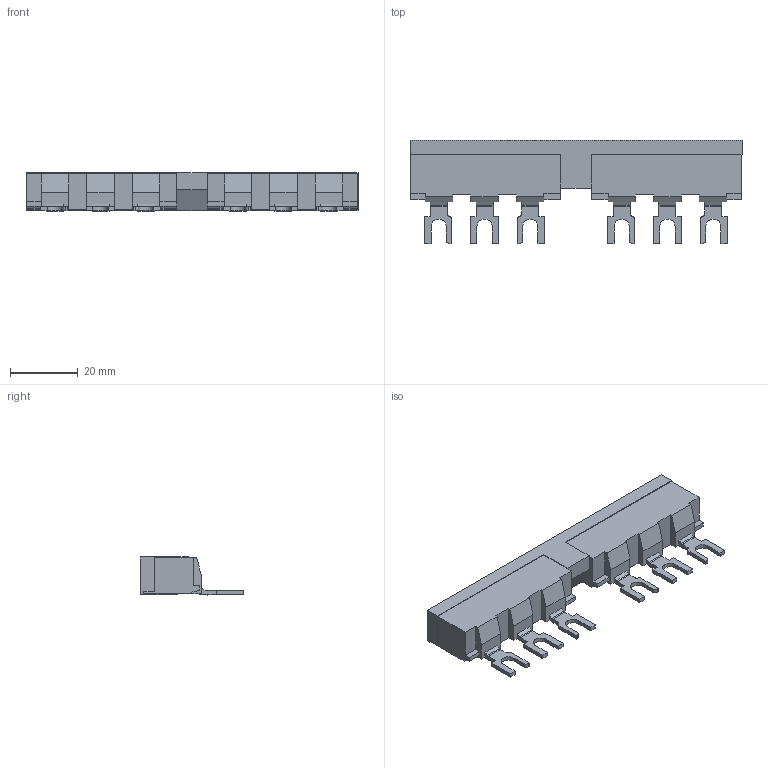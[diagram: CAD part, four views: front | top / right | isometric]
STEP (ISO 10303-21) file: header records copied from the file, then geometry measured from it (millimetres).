
FILE_DESCRIPTION((''),'2;1');
FILE_NAME('SB103827_3D-SOFTWARE_COLOUR','2013-07-03T',('SESA231906'),('Schneider-Electric'),'PRO/ENGINEER BY PARAMETRIC TECHNOLOGY CORPORATION, 2011410','PRO/ENGINEER BY PARAMETRIC TECHNOLOGY CORPORATION, 2011410','');
FILE_SCHEMA(('CONFIG_CONTROL_DESIGN'));
Length unit declared in the file: millimetre
Products named in the file (1): SB103827_3D-SOFTWARE_COLOUR
Bounding box: 98 x 30.5 x 11.23 mm (x, y, z)
Volume: 17374.6 mm3; surface area: 7706.9 mm2
Topology: 1 solids, 1 shells, 245 faces, 695 edges, 462 vertices
Faces by surface type: plane 211, cylinder 34
Entity records: 7883 total; most frequent: CARTESIAN_POINT 1402, ORIENTED_EDGE 1390, DIRECTION 1253, EDGE_CURVE 695, VECTOR 627, LINE 627, VERTEX_POINT 462, AXIS2_PLACEMENT_3D 313
